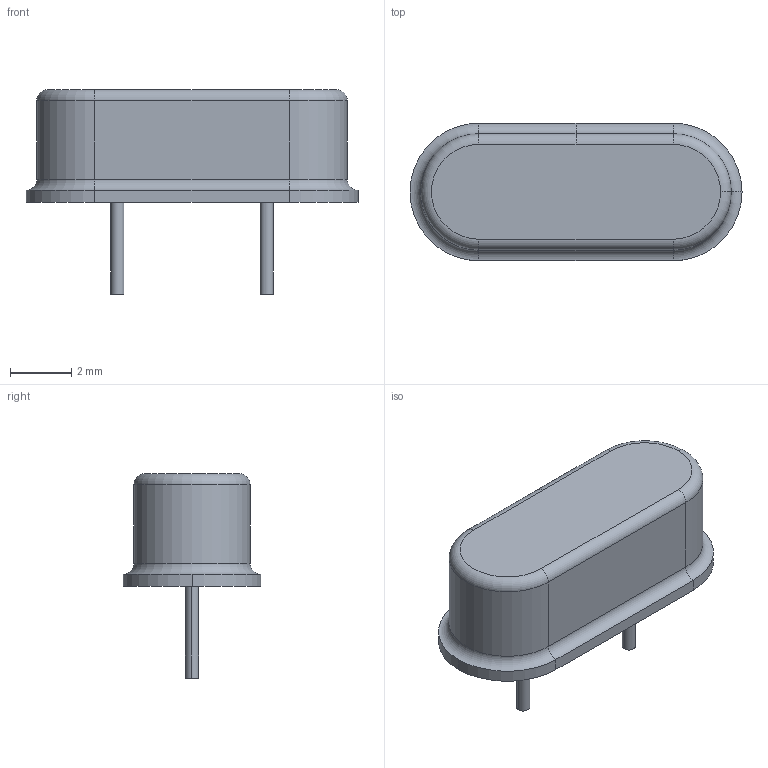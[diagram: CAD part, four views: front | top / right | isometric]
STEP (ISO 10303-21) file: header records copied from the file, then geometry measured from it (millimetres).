
FILE_DESCRIPTION (( 'STEP AP214' ), '1' );
FILE_NAME ('ATS240C.STEP', '2021-10-03T09:41:22', ( '' ), ( '' ), 'SwSTEP 2.0', 'SolidWorks 2021', '' );
FILE_SCHEMA (( 'AUTOMOTIVE_DESIGN' ));
Length unit declared in the file: millimetre
Products named in the file (1): ATS240C
Bounding box: 10.85 x 4.5 x 6.68 mm (x, y, z)
Volume: 135 mm3; surface area: 181.2 mm2
Topology: 1 solids, 1 shells, 31 faces, 65 edges, 38 vertices
Faces by surface type: cylinder 16, plane 9, torus 6
Entity records: 861 total; most frequent: DIRECTION 165, CARTESIAN_POINT 135, ORIENTED_EDGE 130, AXIS2_PLACEMENT_3D 68, EDGE_CURVE 65, VERTEX_POINT 38, CIRCLE 36, EDGE_LOOP 33
